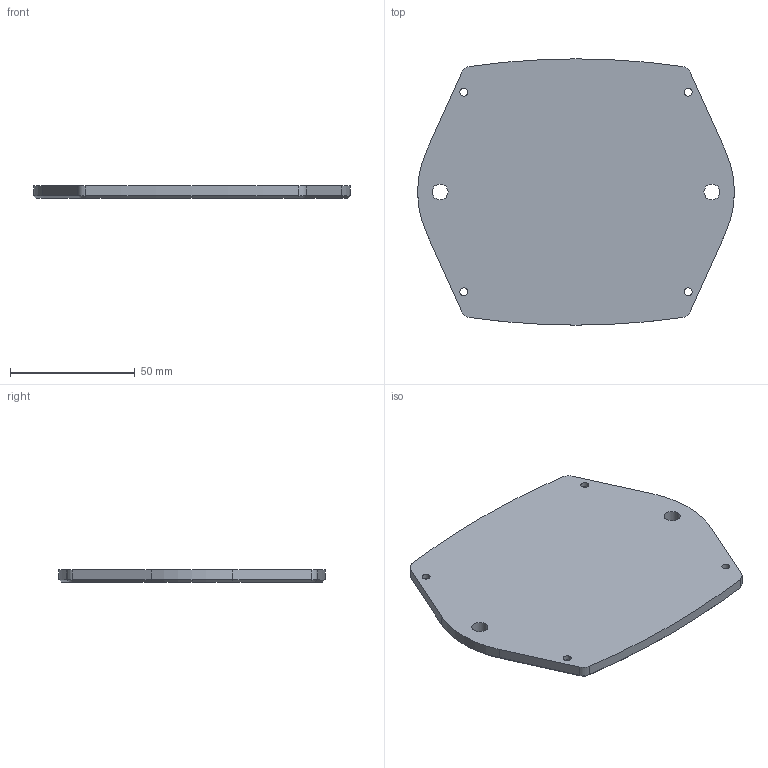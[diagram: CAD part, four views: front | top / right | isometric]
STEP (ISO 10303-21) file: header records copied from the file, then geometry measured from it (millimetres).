
FILE_DESCRIPTION(('FreeCAD Model'),'2;1');
FILE_NAME('enclosure_bottom.step', '2018-11-07T16:43:55',('kicad StepUp'),('ksu MCAD'), 'Open CASCADE STEP processor 6.9','FreeCAD','Unknown');
FILE_SCHEMA(('AUTOMOTIVE_DESIGN { 1 0 10303 214 1 1 1 1 }'));
Length unit declared in the file: millimetre
Products named in the file (1): Fusion008
Bounding box: 127 x 106.75 x 5 mm (x, y, z)
Volume: 56795.3 mm3; surface area: 25112.8 mm2
Topology: 1 solids, 1 shells, 44 faces, 110 edges, 72 vertices
Faces by surface type: cylinder 18, plane 14, cone 12
Full cylindrical faces by diameter (mm): 3.2 x4, 5.7 x4, 6.4 x2
Entity records: 1385 total; most frequent: DIRECTION 258, CARTESIAN_POINT 229, ORIENTED_EDGE 220, EDGE_CURVE 110, AXIS2_PLACEMENT_3D 105, VERTEX_POINT 72, FACE_BOUND 60, EDGE_LOOP 60
